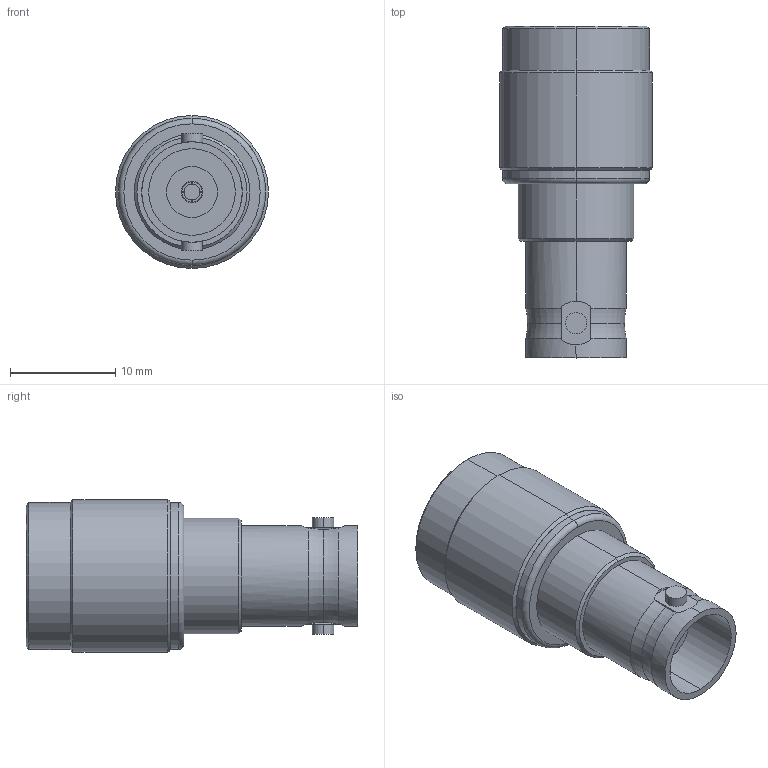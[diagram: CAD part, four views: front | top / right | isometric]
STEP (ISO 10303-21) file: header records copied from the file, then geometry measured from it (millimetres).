
FILE_DESCRIPTION (( 'STEP AP214' ), '1' );
FILE_NAME ('FMAD10074_3D.step', '2025-02-24T20:24:45', ( '' ), ( '' ), 'SwSTEP 2.0', 'SolidWorks 2022', '' );
FILE_SCHEMA (( 'AUTOMOTIVE_DESIGN' ));
Length unit declared in the file: inch
Products named in the file (4): Copy of BA3001-MA2^FMAD10074; Copy of BA3001-MA1^FMAD10074; Copy of BA3001-MA4^FMAD10074; FMAD10074_3D
Assembly tree (3 placements, depth 2):
  FMAD10074_3D
    Copy of BA3001-MA1^FMAD10074
    Copy of BA3001-MA2^FMAD10074
    Copy of BA3001-MA4^FMAD10074
Bounding box: 14.53 x 31.52 x 14.53 mm (x, y, z)
Volume: 2564.6 mm3; surface area: 3287.7 mm2
Topology: 3 solids, 3 shells, 150 faces, 350 edges, 228 vertices
Faces by surface type: plane 72, cylinder 58, cone 14, torus 6
Entity records: 5515 total; most frequent: CARTESIAN_POINT 890, DIRECTION 822, ORIENTED_EDGE 700, EDGE_CURVE 350, AXIS2_PLACEMENT_3D 336, VERTEX_POINT 228, CIRCLE 180, EDGE_LOOP 176
